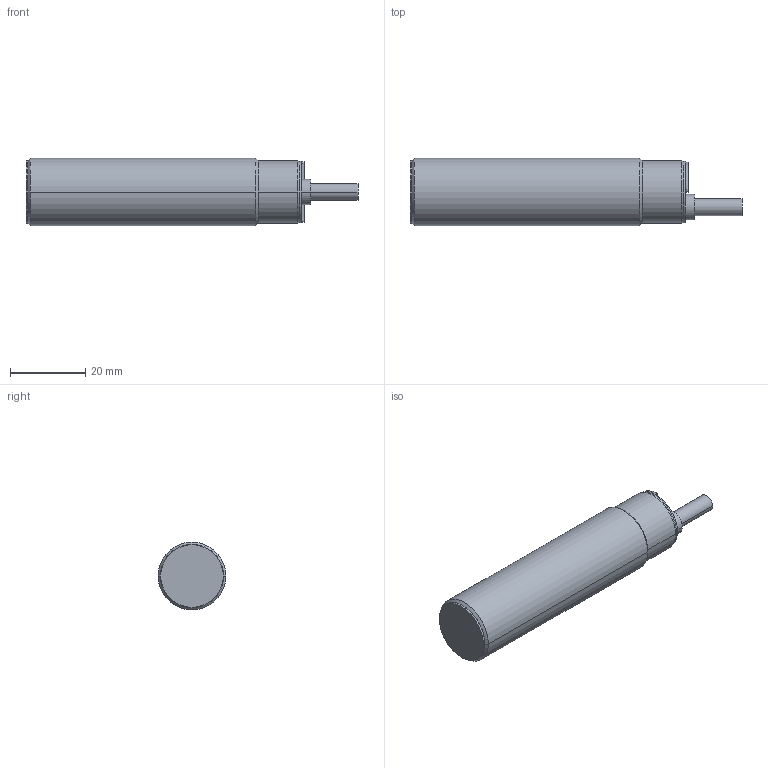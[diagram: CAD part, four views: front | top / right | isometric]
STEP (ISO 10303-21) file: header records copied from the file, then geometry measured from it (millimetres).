
FILE_DESCRIPTION((''),'2;1');
FILE_NAME('DM_CAD-6669','2019-06-14T11:08:42',('creinig-se'),(''),'CREO PARAMETRIC BY PTC INC, 2018420','CREO PARAMETRIC BY PTC INC, 2018420','');
FILE_SCHEMA(('CONFIG_CONTROL_DESIGN','SHAPE_APPEARANCE_LAYERS_GROUPS'));
Length unit declared in the file: millimetre
Products named in the file (1): DM_CAD-6669
Bounding box: 88 x 18 x 18 mm (x, y, z)
Volume: 18427.9 mm3; surface area: 4818.1 mm2
Topology: 1 solids, 1 shells, 44 faces, 160 edges, 130 vertices
Faces by surface type: plane 20, cylinder 18, cone 6
Entity records: 2311 total; most frequent: DIRECTION 322, CARTESIAN_POINT 279, ORIENTED_EDGE 212, PRESENTATION_STYLE_ASSIGNMENT 171, STYLED_ITEM 166, CURVE_STYLE 165, AXIS2_PLACEMENT_3D 113, EDGE_CURVE 106
